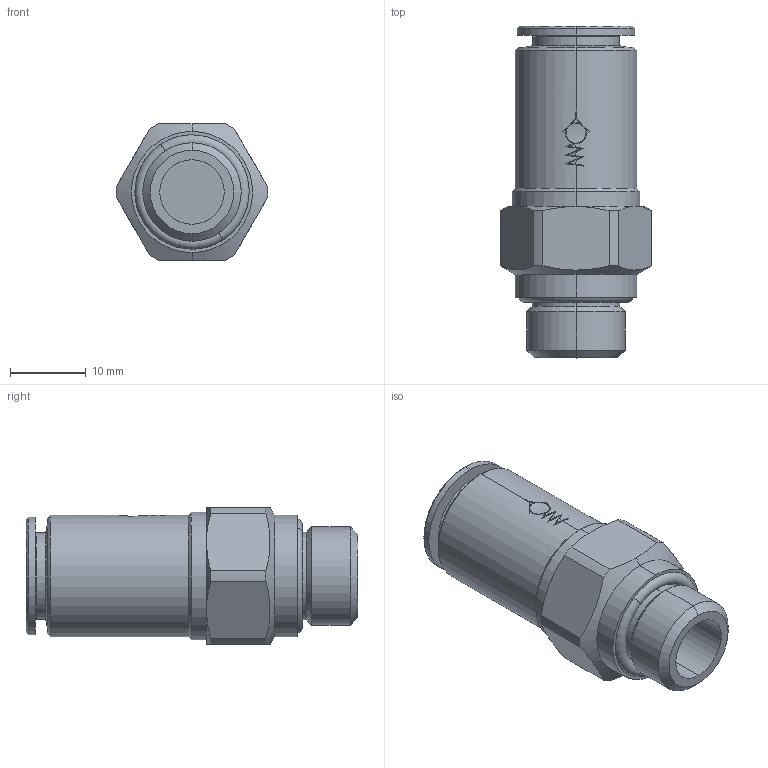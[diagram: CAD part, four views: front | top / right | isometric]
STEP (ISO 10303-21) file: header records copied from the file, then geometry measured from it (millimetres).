
FILE_DESCRIPTION (( 'STEP AP203' ), '1' );
FILE_NAME ('04230052.STEP', '2010-03-31T11:33:19', ( '' ), ( 'sopra-pneumatic' ), 'SwSTEP 2.0', 'SolidWorks 2009', '' );
FILE_SCHEMA (( 'CONFIG_CONTROL_DESIGN' ));
Length unit declared in the file: millimetre
Products named in the file (1): 04230052
Bounding box: 19.99 x 43.8 x 18 mm (x, y, z)
Volume: 6698 mm3; surface area: 3725.4 mm2
Topology: 1 solids, 1 shells, 102 faces, 247 edges, 156 vertices
Faces by surface type: cylinder 32, bspline 26, cone 24, plane 18, torus 2
Entity records: 3761 total; most frequent: CARTESIAN_POINT 1528, ORIENTED_EDGE 494, DIRECTION 368, EDGE_CURVE 247, VERTEX_POINT 156, AXIS2_PLACEMENT_3D 154, EDGE_LOOP 111, B_SPLINE_CURVE_WITH_KNOTS 110
